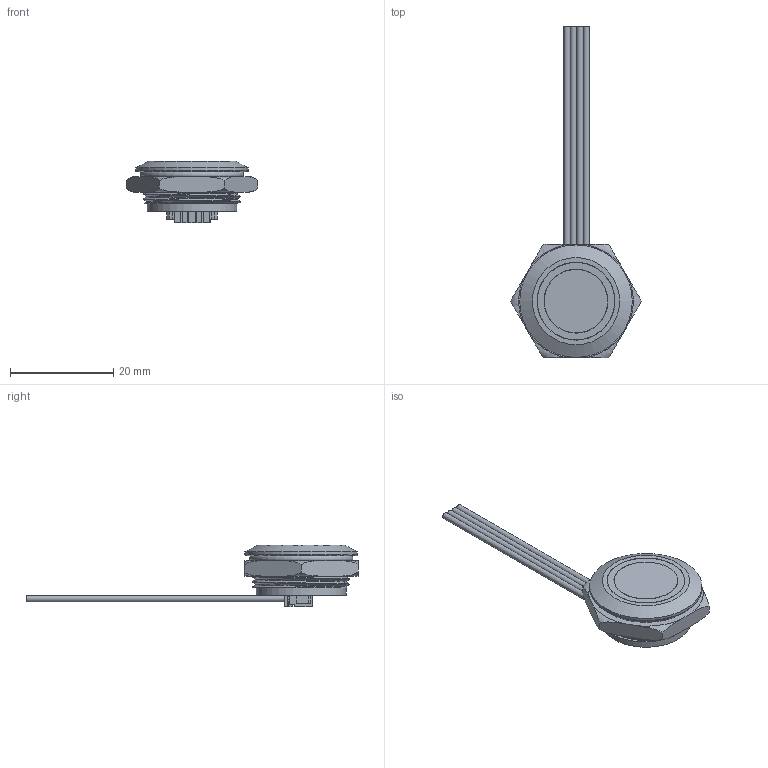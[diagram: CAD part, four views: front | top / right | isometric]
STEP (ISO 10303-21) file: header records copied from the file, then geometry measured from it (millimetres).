
FILE_DESCRIPTION(/* description */ (''),/* implementation_level */ '2;1');
FILE_NAME(/* name */ 'EJ19-271PP.stp',/* time_stamp */ '2019-07-31T08:33:01+08:00',/* author */ (''),/* organization */ (''),/* preprocessor_version */ 'ST-DEVELOPER v11',/* originating_system */ 'SIEMENS UGS NX 6.0',/* authorisation */ '');
FILE_SCHEMA (('CONFIG_CONTROL_DESIGN'));
Length unit declared in the file: millimetre
Products named in the file (1): EJ19-271PP
Bounding box: 25.4 x 64.33 x 11.93 mm (x, y, z)
Volume: 2626.4 mm3; surface area: 5989.8 mm2
Topology: 23 solids, 26 shells, 562 faces, 1505 edges, 1008 vertices
Faces by surface type: plane 451, cylinder 62, torus 25, bspline 11, cone 7, extrusion 6
Full cylindrical faces by diameter (mm): 1.2 x6, 1.4 x2, 1.6 x2, 2.2 x2, 2.4 x2, 2.6 x1, 6.2 x1, 10.4 x1, 12.3 x1, 12.4 x1, 15 x1, 15.1 x1, 15.7 x1, 16.6 x1, 16.8 x1, 17.4 x1, 21.8 x1
Entity records: 24344 total; most frequent: CARTESIAN_POINT 10906, ORIENTED_EDGE 2808, DIRECTION 2495, EDGE_CURVE 1404, VECTOR 1097, LINE 1091, VERTEX_POINT 955, AXIS2_PLACEMENT_3D 699
